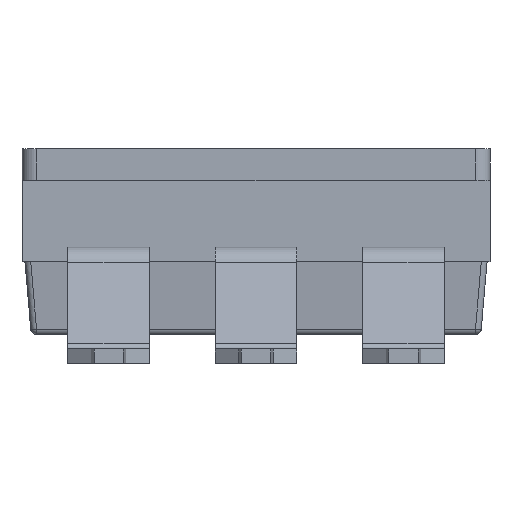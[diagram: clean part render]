
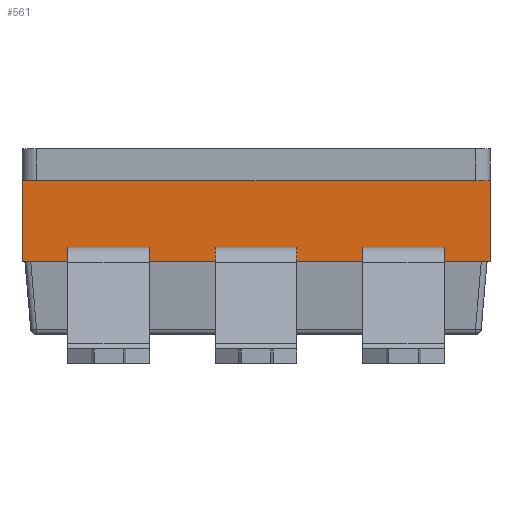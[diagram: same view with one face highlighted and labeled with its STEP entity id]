
A CAD part, front view. The second image highlights one B-rep face of the part: STEP entity #561.
In plain terms, the highlighted planar face has unit normal (0, -1, 0).
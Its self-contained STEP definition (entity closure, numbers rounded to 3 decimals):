
#561=ADVANCED_FACE('',(#1331),#1332,.T.);
#1331=FACE_OUTER_BOUND('',#2359,.T.);
#1332=PLANE('',#2360);
#2359=EDGE_LOOP('',(#3937,#3938,#3939,#3940,#3941,#3942,#3943,#3944,#3945,#3946,#3947,#3948,#3949,#3950,#3951,#3952));
#2360=AXIS2_PLACEMENT_3D('',#3953,#3954,#3955);
#3937=ORIENTED_EDGE('',*,*,#7164,.F.);
#3938=ORIENTED_EDGE('',*,*,#7140,.F.);
#3939=ORIENTED_EDGE('',*,*,#7118,.F.);
#3940=ORIENTED_EDGE('',*,*,#6938,.T.);
#3941=ORIENTED_EDGE('',*,*,#6921,.T.);
#3942=ORIENTED_EDGE('',*,*,#7296,.F.);
#3943=ORIENTED_EDGE('',*,*,#6918,.F.);
#3944=ORIENTED_EDGE('',*,*,#6950,.T.);
#3945=ORIENTED_EDGE('',*,*,#7030,.T.);
#3946=ORIENTED_EDGE('',*,*,#7053,.T.);
#3947=ORIENTED_EDGE('',*,*,#7076,.T.);
#3948=ORIENTED_EDGE('',*,*,#6946,.T.);
#3949=ORIENTED_EDGE('',*,*,#7209,.T.);
#3950=ORIENTED_EDGE('',*,*,#7231,.T.);
#3951=ORIENTED_EDGE('',*,*,#7257,.T.);
#3952=ORIENTED_EDGE('',*,*,#6942,.T.);
#3953=CARTESIAN_POINT('',(-4.03,-3.0,-1.4));
#3954=DIRECTION('',(0.,-1.0,0.0));
#3955=DIRECTION('',(0.0,0.0,-1.0));
#6918=EDGE_CURVE('',#8109,#8105,#8111,.T.);
#6921=EDGE_CURVE('',#8116,#8113,#8117,.T.);
#6938=EDGE_CURVE('',#8147,#8116,#8148,.T.);
#6942=EDGE_CURVE('',#8155,#8153,#8156,.T.);
#6946=EDGE_CURVE('',#8163,#8161,#8164,.T.);
#6950=EDGE_CURVE('',#8109,#8169,#8171,.T.);
#7030=EDGE_CURVE('',#8169,#8308,#8310,.T.);
#7053=EDGE_CURVE('',#8308,#8344,#8345,.T.);
#7076=EDGE_CURVE('',#8344,#8163,#8377,.T.);
#7118=EDGE_CURVE('',#8147,#8433,#8434,.T.);
#7140=EDGE_CURVE('',#8433,#8465,#8466,.T.);
#7164=EDGE_CURVE('',#8465,#8153,#8502,.T.);
#7209=EDGE_CURVE('',#8161,#8562,#8564,.T.);
#7231=EDGE_CURVE('',#8562,#8593,#8595,.T.);
#7257=EDGE_CURVE('',#8593,#8155,#8636,.T.);
#7296=EDGE_CURVE('',#8105,#8113,#8687,.T.);
#8105=VERTEX_POINT('',#9860);
#8109=VERTEX_POINT('',#9866);
#8111=LINE('',#9869,#9870);
#8113=VERTEX_POINT('',#9872);
#8116=VERTEX_POINT('',#9876);
#8117=LINE('',#9877,#9878);
#8147=VERTEX_POINT('',#9923);
#8148=LINE('',#9924,#9925);
#8153=VERTEX_POINT('',#9932);
#8155=VERTEX_POINT('',#9935);
#8156=LINE('',#9936,#9937);
#8161=VERTEX_POINT('',#9944);
#8163=VERTEX_POINT('',#9947);
#8164=LINE('',#9948,#9949);
#8169=VERTEX_POINT('',#9956);
#8171=LINE('',#9959,#9960);
#8308=VERTEX_POINT('',#10155);
#8310=LINE('',#10158,#10159);
#8344=VERTEX_POINT('',#10205);
#8345=LINE('',#10206,#10207);
#8377=LINE('',#10252,#10253);
#8433=VERTEX_POINT('',#10333);
#8434=LINE('',#10334,#10335);
#8465=VERTEX_POINT('',#10378);
#8466=LINE('',#10379,#10380);
#8502=LINE('',#10429,#10430);
#8562=VERTEX_POINT('',#10515);
#8564=LINE('',#10518,#10519);
#8593=VERTEX_POINT('',#10559);
#8595=LINE('',#10562,#10563);
#8636=LINE('',#10618,#10619);
#8687=LINE('',#10693,#10694);
#9860=CARTESIAN_POINT('',(-4.03,-3.0,0.0));
#9866=CARTESIAN_POINT('',(-4.03,-3.0,-1.4));
#9869=CARTESIAN_POINT('',(-4.03,-3.0,-1.4));
#9870=VECTOR('',#14025,1000.0);
#9872=CARTESIAN_POINT('',(4.03,-3.0,0.0));
#9876=CARTESIAN_POINT('',(4.03,-3.0,-1.4));
#9877=CARTESIAN_POINT('',(4.03,-3.0,-1.4));
#9878=VECTOR('',#14027,1000.0);
#9923=CARTESIAN_POINT('',(3.24,-3.0,-1.4));
#9924=CARTESIAN_POINT('',(-4.03,-3.0,-1.4));
#9925=VECTOR('',#14043,1000.0);
#9932=CARTESIAN_POINT('',(1.84,-3.0,-1.4));
#9935=CARTESIAN_POINT('',(0.7,-3.0,-1.4));
#9936=CARTESIAN_POINT('',(-4.03,-3.0,-1.4));
#9937=VECTOR('',#14047,1000.0);
#9944=CARTESIAN_POINT('',(-0.7,-3.0,-1.4));
#9947=CARTESIAN_POINT('',(-1.84,-3.0,-1.4));
#9948=CARTESIAN_POINT('',(-4.03,-3.0,-1.4));
#9949=VECTOR('',#14051,1000.0);
#9956=CARTESIAN_POINT('',(-3.24,-3.0,-1.4));
#9959=CARTESIAN_POINT('',(-4.03,-3.0,-1.4));
#9960=VECTOR('',#14055,1000.0);
#10155=CARTESIAN_POINT('',(-3.24,-3.0,-1.15));
#10158=CARTESIAN_POINT('',(-3.24,-3.0,-1.4));
#10159=VECTOR('',#14124,1000.0);
#10205=CARTESIAN_POINT('',(-1.84,-3.0,-1.15));
#10206=CARTESIAN_POINT('',(-4.03,-3.0,-1.15));
#10207=VECTOR('',#14152,1000.0);
#10252=CARTESIAN_POINT('',(-1.84,-3.0,-1.4));
#10253=VECTOR('',#14178,1000.0);
#10333=CARTESIAN_POINT('',(3.24,-3.0,-1.15));
#10334=CARTESIAN_POINT('',(3.24,-3.0,-1.4));
#10335=VECTOR('',#14221,1000.0);
#10378=CARTESIAN_POINT('',(1.84,-3.0,-1.15));
#10379=CARTESIAN_POINT('',(-4.03,-3.0,-1.15));
#10380=VECTOR('',#14246,1000.0);
#10429=CARTESIAN_POINT('',(1.84,-3.0,-1.4));
#10430=VECTOR('',#14275,1000.0);
#10515=CARTESIAN_POINT('',(-0.7,-3.0,-1.15));
#10518=CARTESIAN_POINT('',(-0.7,-3.0,-1.4));
#10519=VECTOR('',#14323,1000.0);
#10559=CARTESIAN_POINT('',(0.7,-3.0,-1.15));
#10562=CARTESIAN_POINT('',(-4.03,-3.0,-1.15));
#10563=VECTOR('',#14348,1000.0);
#10618=CARTESIAN_POINT('',(0.7,-3.0,-1.4));
#10619=VECTOR('',#14381,1000.0);
#10693=CARTESIAN_POINT('',(-4.03,-3.0,0.0));
#10694=VECTOR('',#14417,1000.0);
#14025=DIRECTION('',(0.0,0.0,1.0));
#14027=DIRECTION('',(0.0,0.0,1.0));
#14043=DIRECTION('',(1.0,0.,0.0));
#14047=DIRECTION('',(1.0,0.,0.0));
#14051=DIRECTION('',(1.0,0.,0.0));
#14055=DIRECTION('',(1.0,0.,0.0));
#14124=DIRECTION('',(0.0,0.0,1.0));
#14152=DIRECTION('',(1.0,0.,0.));
#14178=DIRECTION('',(0.0,0.0,-1.0));
#14221=DIRECTION('',(0.,0.,1.0));
#14246=DIRECTION('',(-1.0,0.,0.));
#14275=DIRECTION('',(0.,0.,-1.0));
#14323=DIRECTION('',(0.,0.,1.0));
#14348=DIRECTION('',(1.0,0.,0.0));
#14381=DIRECTION('',(0.,0.,-1.0));
#14417=DIRECTION('',(1.0,0.,0.0));
